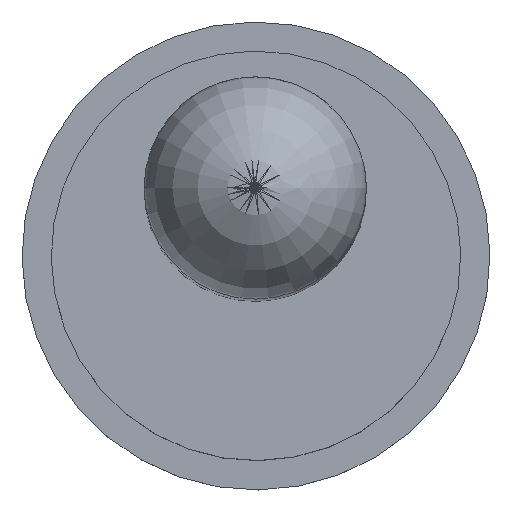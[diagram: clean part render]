
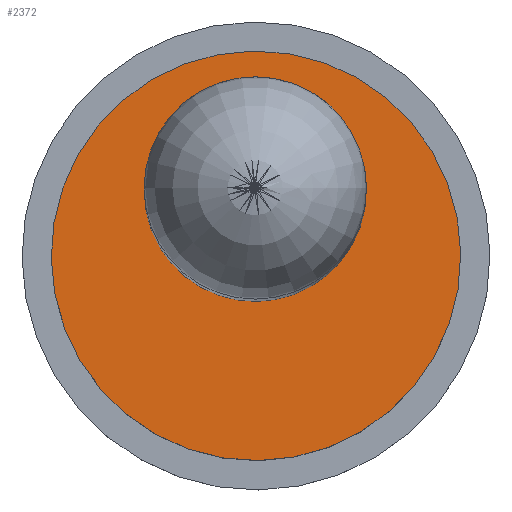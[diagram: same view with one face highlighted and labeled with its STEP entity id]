
A CAD part, top view. The second image highlights one B-rep face of the part: STEP entity #2372.
In plain terms, the highlighted face is planar.
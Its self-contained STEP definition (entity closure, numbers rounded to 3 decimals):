
#48=PLANE('',#2562);
#499=ORIENTED_EDGE('',*,*,#1192,.F.);
#500=ORIENTED_EDGE('',*,*,#1191,.T.);
#1191=EDGE_CURVE('',#1545,#1545,#1789,.T.);
#1192=EDGE_CURVE('',#1546,#1546,#1790,.T.);
#1545=VERTEX_POINT('',#3532);
#1546=VERTEX_POINT('',#3535);
#1789=CIRCLE('',#2561,8.75);
#1790=CIRCLE('',#2563,4.75);
#1937=EDGE_LOOP('',(#499));
#1938=EDGE_LOOP('',(#500));
#2137=FACE_BOUND('',#1937,.T.);
#2138=FACE_BOUND('',#1938,.T.);
#2372=ADVANCED_FACE('',(#2137,#2138),#48,.T.);
#2561=AXIS2_PLACEMENT_3D('',#3531,#2868,#2869);
#2562=AXIS2_PLACEMENT_3D('',#3533,#2870,#2871);
#2563=AXIS2_PLACEMENT_3D('',#3534,#2872,#2873);
#2868=DIRECTION('',(0.,0.,-1.));
#2869=DIRECTION('',(-1.,0.,0.));
#2870=DIRECTION('',(0.,0.,-1.));
#2871=DIRECTION('',(-1.,0.,0.));
#2872=DIRECTION('',(0.,0.,-1.));
#2873=DIRECTION('',(-1.,0.,0.));
#3531=CARTESIAN_POINT('',(0.,0.,-4.));
#3532=CARTESIAN_POINT('',(-8.75,0.,-4.));
#3533=CARTESIAN_POINT('',(0.,0.,-4.));
#3534=CARTESIAN_POINT('',(0.,2.8,-4.));
#3535=CARTESIAN_POINT('',(-4.75,2.8,-4.));
